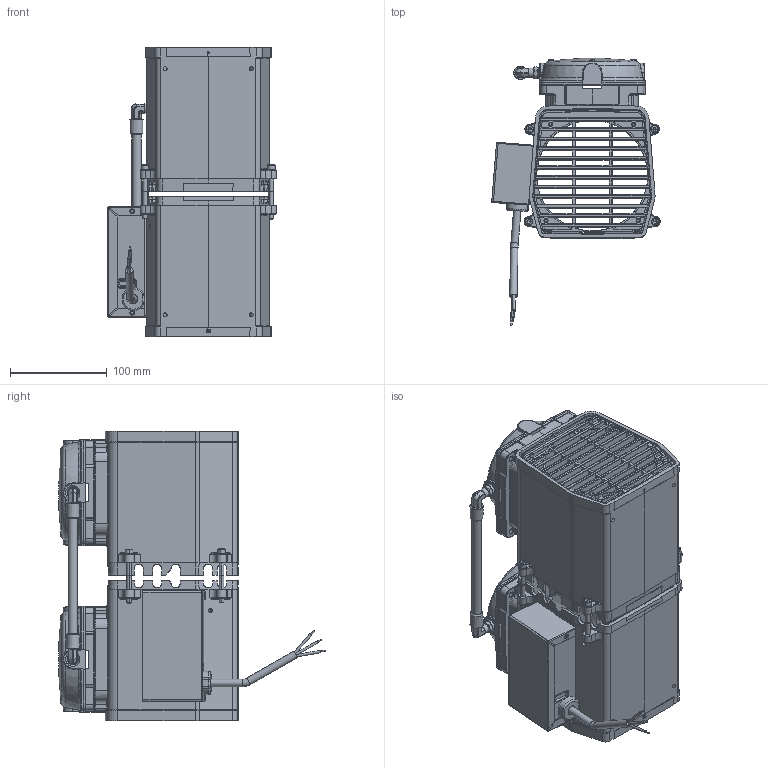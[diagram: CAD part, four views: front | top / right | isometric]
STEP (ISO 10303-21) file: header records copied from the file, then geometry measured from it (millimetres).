
FILE_DESCRIPTION (( 'STEP AP214' ), '1' );
FILE_NAME ('DAA-V522-ED.STEP', '2025-05-05T10:33:46', ( '' ), ( '' ), 'SwSTEP 2.0', 'SolidWorks 2023', '' );
FILE_SCHEMA (( 'AUTOMOTIVE_DESIGN' ));
Length unit declared in the file: inch
Products named in the file (22): DAA-V522-ED; Copy of Part1^DAA-V522-ED; AF810A; BB949; AF816A; AP532BV; AG548A_1; AE261B-DT2; AF807; AF802A; AP532JV; AF872; AF854; AE943A; AG548A_2; AG548A; AE261B; AP500; AD159E; AE261B-DT1
Assembly tree (22 placements, depth 3):
  DAA-V522-ED
    AP532BV
    AP532JV
    AF854
      AF802A
    AG548A
      AG548A_1
      AG548A_2
    AF807  x2
    AP500
    AP500
    AE261B  x2
      AE261B-DT2
      AE261B-DT1
    AD159E
    Copy of Part1^DAA-V522-ED
    AE943A
    BB949  x4
  AF810A
  AF816A
  AF802A
  AF872
Bounding box: 173.79 x 275.27 x 298.68 mm (x, y, z)
Volume: 1064300.2 mm3; surface area: 563401.4 mm2
Topology: 20 solids, 20 shells, 3824 faces, 10017 edges, 6153 vertices
Faces by surface type: plane 1383, cylinder 940, bspline 927, cone 301, torus 185, sphere 88
Full cylindrical faces by diameter (mm): 1.27 x3, 2.54 x3, 3.308 x6, 3.556 x2, 3.658 x4, 3.734 x3, 4.039 x8, 4.318 x6, 4.826 x6, 5.08 x2, 5.105 x8, 5.588 x4, 6.35 x1, 7.62 x2, 7.874 x2, 7.925 x2, 8.89 x1, 9.398 x2, 9.652 x1, 10.414 x2, 11.176 x4, 12.7 x1, 15.621 x1, 50.736 x1, 86.36 x1, 90.433 x1, 90.935 x1
Entity records: 130251 total; most frequent: CARTESIAN_POINT 57640, ORIENTED_EDGE 16474, DIRECTION 12376, EDGE_CURVE 8237, VERTEX_POINT 5126, AXIS2_PLACEMENT_3D 4475, EDGE_LOOP 3685, VECTOR 3426
